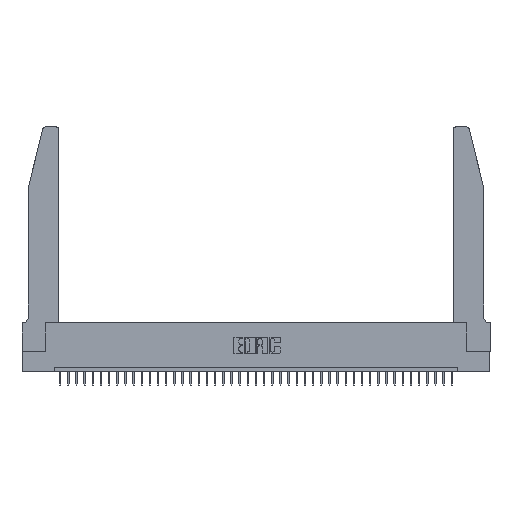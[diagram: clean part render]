
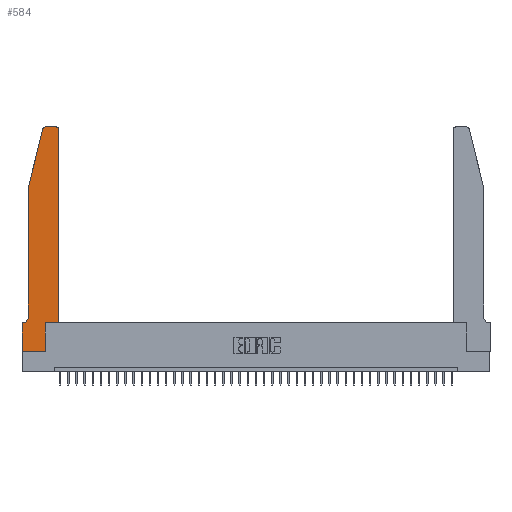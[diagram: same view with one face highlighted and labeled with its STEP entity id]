
A CAD part, top view. The second image highlights one B-rep face of the part: STEP entity #584.
In plain terms, the highlighted planar face has unit normal (0, 0, 1).
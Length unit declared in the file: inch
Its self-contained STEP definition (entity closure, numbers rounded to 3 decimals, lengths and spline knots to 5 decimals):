
#290 = DIRECTION ( 'NONE',  ( 0., 1., 0. ) ) ;
#584 = ADVANCED_FACE ( 'NONE', ( #5992 ), #7591, .T. ) ;
#733 = ORIENTED_EDGE ( 'NONE', *, *, #4627, .T. ) ;
#760 = CARTESIAN_POINT ( 'NONE',  ( 0.0755, 2., 0.37 ) ) ;
#1029 = VECTOR ( 'NONE', #19724, 39.37008 ) ;
#1727 = DIRECTION ( 'NONE',  ( 0., 0., 1. ) ) ;
#2199 = AXIS2_PLACEMENT_3D ( 'NONE', #37331, #34383, #9063 ) ;
#2318 = CARTESIAN_POINT ( 'NONE',  ( 0.4205, 2.75, 0.37 ) ) ;
#2404 = VECTOR ( 'NONE', #27775, 39.37008 ) ;
#3305 = CARTESIAN_POINT ( 'NONE',  ( 0.4505, 0.35, 0.37 ) ) ;
#3834 = CARTESIAN_POINT ( 'NONE',  ( 0.0055, 0.35, 0.37 ) ) ;
#4527 = VERTEX_POINT ( 'NONE', #39776 ) ;
#4549 = DIRECTION ( 'NONE',  ( -1., 0., 0. ) ) ;
#4627 = EDGE_CURVE ( 'NONE', #19763, #26842, #28648, .T. ) ;
#5073 = LINE ( 'NONE', #14555, #26786 ) ;
#5992 = FACE_OUTER_BOUND ( 'NONE', #21039, .T. ) ;
#6184 = CARTESIAN_POINT ( 'NONE',  ( 0.0755, 2., 0.37 ) ) ;
#6297 = LINE ( 'NONE', #33159, #14207 ) ;
#7279 = CARTESIAN_POINT ( 'NONE',  ( 0.2865, 0.35, 0.37 ) ) ;
#7591 = PLANE ( 'NONE',  #10213 ) ;
#8465 = CARTESIAN_POINT ( 'NONE',  ( 0.4505, 0.35, 0.37 ) ) ;
#8471 = EDGE_CURVE ( 'NONE', #17542, #33182, #6297, .T. ) ;
#8946 = VERTEX_POINT ( 'NONE', #21213 ) ;
#9063 = DIRECTION ( 'NONE',  ( 1., 0., 0. ) ) ;
#10213 = AXIS2_PLACEMENT_3D ( 'NONE', #17099, #1727, #33054 ) ;
#11331 = VECTOR ( 'NONE', #290, 39.37008 ) ;
#11480 = CARTESIAN_POINT ( 'NONE',  ( 0., 0.35, 0.37 ) ) ;
#12384 = CARTESIAN_POINT ( 'NONE',  ( 0.25487, 2.72718, 0.37 ) ) ;
#13430 = EDGE_CURVE ( 'NONE', #31093, #19763, #5073, .T. ) ;
#13480 = EDGE_CURVE ( 'NONE', #35765, #33993, #29756, .T. ) ;
#14207 = VECTOR ( 'NONE', #23989, 39.37008 ) ;
#14555 = CARTESIAN_POINT ( 'NONE',  ( 0., 0., 0.37 ) ) ;
#14667 = DIRECTION ( 'NONE',  ( -1., 0., 0. ) ) ;
#15193 = EDGE_CURVE ( 'NONE', #8946, #26107, #39522, .T. ) ;
#15756 = ORIENTED_EDGE ( 'NONE', *, *, #25513, .T. ) ;
#15961 = CARTESIAN_POINT ( 'NONE',  ( 0.4505, 0.35, 0.37 ) ) ;
#16730 = CARTESIAN_POINT ( 'NONE',  ( 0., 0., 0.37 ) ) ;
#16737 = ORIENTED_EDGE ( 'NONE', *, *, #13430, .T. ) ;
#17099 = CARTESIAN_POINT ( 'NONE',  ( 0., 0.35, 0.37 ) ) ;
#17542 = VERTEX_POINT ( 'NONE', #3834 ) ;
#17636 = DIRECTION ( 'NONE',  ( 0., 0., 1. ) ) ;
#17801 = CARTESIAN_POINT ( 'NONE',  ( 0., 0., 0.37 ) ) ;
#17842 = LINE ( 'NONE', #33544, #30187 ) ;
#17963 = AXIS2_PLACEMENT_3D ( 'NONE', #30190, #17636, #26592 ) ;
#18580 = ORIENTED_EDGE ( 'NONE', *, *, #27407, .T. ) ;
#18955 = EDGE_CURVE ( 'NONE', #26842, #23460, #32344, .T. ) ;
#19524 = DIRECTION ( 'NONE',  ( 0., 0., -1. ) ) ;
#19684 = LINE ( 'NONE', #15961, #11331 ) ;
#19724 = DIRECTION ( 'NONE',  ( 0., -1., 0. ) ) ;
#19763 = VERTEX_POINT ( 'NONE', #32658 ) ;
#20596 = CARTESIAN_POINT ( 'NONE',  ( 0.0755, 2., 0.37 ) ) ;
#21039 = EDGE_LOOP ( 'NONE', ( #26895, #18580, #25592, #22714, #15756, #23272, #32173, #16737, #733, #28804, #30522, #26582 ) ) ;
#21213 = CARTESIAN_POINT ( 'NONE',  ( 0.4505, 2.72, 0.37 ) ) ;
#21358 = VECTOR ( 'NONE', #30145, 39.37008 ) ;
#22714 = ORIENTED_EDGE ( 'NONE', *, *, #35902, .T. ) ;
#23272 = ORIENTED_EDGE ( 'NONE', *, *, #8471, .T. ) ;
#23460 = VERTEX_POINT ( 'NONE', #3305 ) ;
#23989 = DIRECTION ( 'NONE',  ( -1., 0., 0. ) ) ;
#24221 = DIRECTION ( 'NONE',  ( 1., 0., 0. ) ) ;
#24553 = AXIS2_PLACEMENT_3D ( 'NONE', #26299, #19524, #4549 ) ;
#24802 = VECTOR ( 'NONE', #36800, 39.37008 ) ;
#25513 = EDGE_CURVE ( 'NONE', #38036, #17542, #37359, .T. ) ;
#25592 = ORIENTED_EDGE ( 'NONE', *, *, #13480, .T. ) ;
#25630 = VECTOR ( 'NONE', #35654, 39.37008 ) ;
#26107 = VERTEX_POINT ( 'NONE', #2318 ) ;
#26299 = CARTESIAN_POINT ( 'NONE',  ( 0.0055, 0.42, 0.37 ) ) ;
#26582 = ORIENTED_EDGE ( 'NONE', *, *, #15193, .T. ) ;
#26592 = DIRECTION ( 'NONE',  ( 1., 0., 0. ) ) ;
#26662 = CARTESIAN_POINT ( 'NONE',  ( 0.2865, 0.35, 0.37 ) ) ;
#26786 = VECTOR ( 'NONE', #24221, 39.37008 ) ;
#26842 = VERTEX_POINT ( 'NONE', #26662 ) ;
#26895 = ORIENTED_EDGE ( 'NONE', *, *, #38694, .T. ) ;
#27407 = EDGE_CURVE ( 'NONE', #4527, #35765, #31228, .T. ) ;
#27775 = DIRECTION ( 'NONE',  ( 1., 0., 0. ) ) ;
#28648 = LINE ( 'NONE', #7279, #25630 ) ;
#28804 = ORIENTED_EDGE ( 'NONE', *, *, #18955, .T. ) ;
#29179 = CARTESIAN_POINT ( 'NONE',  ( 0.0755, 0.42, 0.37 ) ) ;
#29756 = LINE ( 'NONE', #20596, #21358 ) ;
#30145 = DIRECTION ( 'NONE',  ( -0.239, -0.971, 0. ) ) ;
#30187 = VECTOR ( 'NONE', #14667, 39.37008 ) ;
#30190 = CARTESIAN_POINT ( 'NONE',  ( 0.4205, 2.72, 0.37 ) ) ;
#30522 = ORIENTED_EDGE ( 'NONE', *, *, #39305, .T. ) ;
#31093 = VERTEX_POINT ( 'NONE', #16730 ) ;
#31228 = CIRCLE ( 'NONE', #2199, 0.03 ) ;
#32173 = ORIENTED_EDGE ( 'NONE', *, *, #37734, .T. ) ;
#32344 = LINE ( 'NONE', #8465, #2404 ) ;
#32658 = CARTESIAN_POINT ( 'NONE',  ( 0.2865, 0., 0.37 ) ) ;
#33054 = DIRECTION ( 'NONE',  ( 1., 0., 0. ) ) ;
#33159 = CARTESIAN_POINT ( 'NONE',  ( 0.0755, 0.35, 0.37 ) ) ;
#33182 = VERTEX_POINT ( 'NONE', #11480 ) ;
#33544 = CARTESIAN_POINT ( 'NONE',  ( 0.2605, 2.75, 0.37 ) ) ;
#33993 = VERTEX_POINT ( 'NONE', #6184 ) ;
#34383 = DIRECTION ( 'NONE',  ( 0., 0., 1. ) ) ;
#35654 = DIRECTION ( 'NONE',  ( 0., 1., 0. ) ) ;
#35765 = VERTEX_POINT ( 'NONE', #12384 ) ;
#35902 = EDGE_CURVE ( 'NONE', #33993, #38036, #37058, .T. ) ;
#36800 = DIRECTION ( 'NONE',  ( 0., -1., 0. ) ) ;
#37058 = LINE ( 'NONE', #760, #1029 ) ;
#37331 = CARTESIAN_POINT ( 'NONE',  ( 0.284, 2.72, 0.37 ) ) ;
#37359 = CIRCLE ( 'NONE', #24553, 0.07 ) ;
#37734 = EDGE_CURVE ( 'NONE', #33182, #31093, #39575, .T. ) ;
#38036 = VERTEX_POINT ( 'NONE', #29179 ) ;
#38694 = EDGE_CURVE ( 'NONE', #26107, #4527, #17842, .T. ) ;
#39305 = EDGE_CURVE ( 'NONE', #23460, #8946, #19684, .T. ) ;
#39522 = CIRCLE ( 'NONE', #17963, 0.03 ) ;
#39575 = LINE ( 'NONE', #17801, #24802 ) ;
#39776 = CARTESIAN_POINT ( 'NONE',  ( 0.284, 2.75, 0.37 ) ) ;
